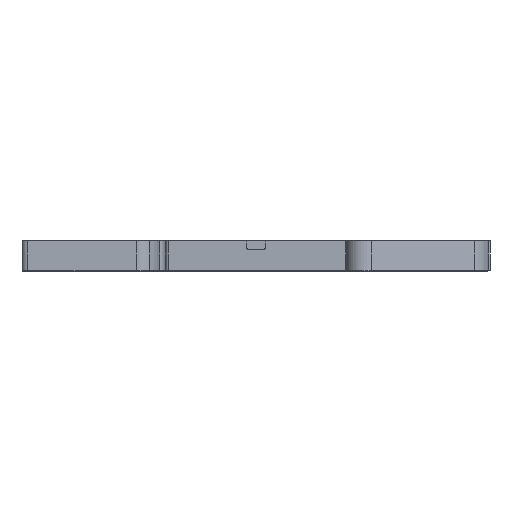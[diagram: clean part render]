
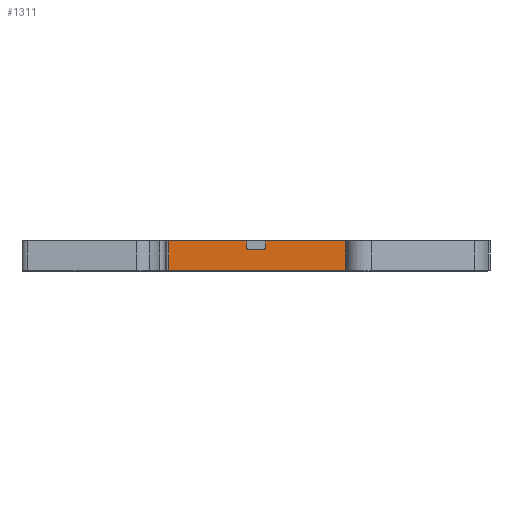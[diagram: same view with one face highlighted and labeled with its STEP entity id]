
A CAD part, front view. The second image highlights one B-rep face of the part: STEP entity #1311.
In plain terms, the highlighted planar face has unit normal (0, -1, 0).
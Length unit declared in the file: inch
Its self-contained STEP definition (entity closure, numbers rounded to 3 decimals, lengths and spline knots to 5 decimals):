
#378 = VERTEX_POINT ( 'NONE', #13839 ) ;
#877 = CARTESIAN_POINT ( 'NONE',  ( 0.60441, 0., 0.20276 ) ) ;
#965 = CARTESIAN_POINT ( 'NONE',  ( -0.06977, 0., 0.20276 ) ) ;
#1229 = EDGE_CURVE ( 'NONE', #6007, #15328, #17606, .T. ) ;
#1244 = CARTESIAN_POINT ( 'NONE',  ( -0.06977, 0., 0.16339 ) ) ;
#1311 = ADVANCED_FACE ( 'NONE', ( #20720 ), #13155, .F. ) ;
#2117 = VECTOR ( 'NONE', #17627, 39.37008 ) ;
#3198 = CARTESIAN_POINT ( 'NONE',  ( -0.60441, 0., 0.20276 ) ) ;
#3455 = CARTESIAN_POINT ( 'NONE',  ( -0.06162, 0., 0.1437 ) ) ;
#3467 = DIRECTION ( 'NONE',  ( 0., 0., -1. ) ) ;
#3498 = CARTESIAN_POINT ( 'NONE',  ( 0.03653, 0., 0.1437 ) ) ;
#3558 = EDGE_CURVE ( 'NONE', #15328, #20489, #6693, .T. ) ;
#3860 = CARTESIAN_POINT ( 'NONE',  ( -0.06977, 0., 0.20276 ) ) ;
#4441 = VECTOR ( 'NONE', #15110, 39.37008 ) ;
#4787 = CARTESIAN_POINT ( 'NONE',  ( -0.58243, 0., 0.00591 ) ) ;
#4968 = CARTESIAN_POINT ( 'NONE',  ( 0.05621, 0., 0.16339 ) ) ;
#5676 = EDGE_LOOP ( 'NONE', ( #25173, #16214, #8737, #24991, #5742, #15065, #11609, #9045, #6606, #15048 ) ) ;
#5730 = VERTEX_POINT ( 'NONE', #7017 ) ;
#5742 = ORIENTED_EDGE ( 'NONE', *, *, #6628, .F. ) ;
#5883 =( BOUNDED_CURVE ( )  B_SPLINE_CURVE ( 3, ( #3498, #15642, #24971, #19386 ),
 .UNSPECIFIED., .F., .F. ) 
 B_SPLINE_CURVE_WITH_KNOTS ( ( 4, 4 ),
 ( 1.5708, 3.14159 ),
 .UNSPECIFIED. ) 
 CURVE ( )  GEOMETRIC_REPRESENTATION_ITEM ( )  RATIONAL_B_SPLINE_CURVE ( ( 1., 0.805, 0.805, 1. ) ) 
 REPRESENTATION_ITEM ( '' )  );
#5945 = AXIS2_PLACEMENT_3D ( 'NONE', #3198, #18810, #19061 ) ;
#6007 = VERTEX_POINT ( 'NONE', #1244 ) ;
#6107 = LINE ( 'NONE', #13896, #2117 ) ;
#6606 = ORIENTED_EDGE ( 'NONE', *, *, #20416, .F. ) ;
#6628 = EDGE_CURVE ( 'NONE', #19511, #5730, #15767, .T. ) ;
#6693 = LINE ( 'NONE', #14486, #22590 ) ;
#7017 = CARTESIAN_POINT ( 'NONE',  ( 0.05621, 0., 0.20276 ) ) ;
#7361 = EDGE_CURVE ( 'NONE', #20529, #8757, #19325, .T. ) ;
#7379 = LINE ( 'NONE', #13504, #8106 ) ;
#7666 = CARTESIAN_POINT ( 'NONE',  ( 0.41337, 0., 0.00591 ) ) ;
#8043 = LINE ( 'NONE', #13904, #8372 ) ;
#8106 = VECTOR ( 'NONE', #21200, 39.37008 ) ;
#8193 = CARTESIAN_POINT ( 'NONE',  ( 0.60441, 0., 0.00591 ) ) ;
#8372 = VECTOR ( 'NONE', #9976, 39.37008 ) ;
#8737 = ORIENTED_EDGE ( 'NONE', *, *, #9718, .F. ) ;
#8757 = VERTEX_POINT ( 'NONE', #4787 ) ;
#8963 = VECTOR ( 'NONE', #3467, 39.37008 ) ;
#9045 = ORIENTED_EDGE ( 'NONE', *, *, #1229, .F. ) ;
#9091 = CARTESIAN_POINT ( 'NONE',  ( -0.06977, 0., 0.16339 ) ) ;
#9718 = EDGE_CURVE ( 'NONE', #17817, #20529, #7379, .T. ) ;
#9976 = DIRECTION ( 'NONE',  ( 1., 0., 0. ) ) ;
#11609 = ORIENTED_EDGE ( 'NONE', *, *, #3558, .F. ) ;
#12884 = EDGE_CURVE ( 'NONE', #20489, #19511, #5883, .T. ) ;
#13155 = PLANE ( 'NONE',  #5945 ) ;
#13504 = CARTESIAN_POINT ( 'NONE',  ( 0.60441, 0., 0.20276 ) ) ;
#13839 = CARTESIAN_POINT ( 'NONE',  ( -0.58243, 0., 0.20276 ) ) ;
#13896 = CARTESIAN_POINT ( 'NONE',  ( -0.58243, 0., 0.20276 ) ) ;
#13904 = CARTESIAN_POINT ( 'NONE',  ( -0.64383, 0., 0.20276 ) ) ;
#14486 = CARTESIAN_POINT ( 'NONE',  ( -0.60441, 0., 0.1437 ) ) ;
#14957 = EDGE_CURVE ( 'NONE', #378, #21491, #8043, .T. ) ;
#15048 = ORIENTED_EDGE ( 'NONE', *, *, #14957, .F. ) ;
#15065 = ORIENTED_EDGE ( 'NONE', *, *, #12884, .F. ) ;
#15110 = DIRECTION ( 'NONE',  ( 1., 0., 0. ) ) ;
#15328 = VERTEX_POINT ( 'NONE', #17481 ) ;
#15465 = DIRECTION ( 'NONE',  ( -1., 0., 0. ) ) ;
#15642 = CARTESIAN_POINT ( 'NONE',  ( 0.04806, 0., 0.1437 ) ) ;
#15767 = LINE ( 'NONE', #16018, #19577 ) ;
#15982 = CARTESIAN_POINT ( 'NONE',  ( 0.03653, 0., 0.1437 ) ) ;
#16018 = CARTESIAN_POINT ( 'NONE',  ( 0.05621, 0., 0.20276 ) ) ;
#16214 = ORIENTED_EDGE ( 'NONE', *, *, #7361, .F. ) ;
#17252 = VECTOR ( 'NONE', #15465, 39.37008 ) ;
#17481 = CARTESIAN_POINT ( 'NONE',  ( -0.05009, 0., 0.1437 ) ) ;
#17606 =( BOUNDED_CURVE ( )  B_SPLINE_CURVE ( 3, ( #9091, #20841, #3455, #20975 ),
 .UNSPECIFIED., .F., .F. ) 
 B_SPLINE_CURVE_WITH_KNOTS ( ( 4, 4 ),
 ( 0., 1.5708 ),
 .UNSPECIFIED. ) 
 CURVE ( )  GEOMETRIC_REPRESENTATION_ITEM ( )  RATIONAL_B_SPLINE_CURVE ( ( 1., 0.805, 0.805, 1. ) ) 
 REPRESENTATION_ITEM ( '' )  );
#17627 = DIRECTION ( 'NONE',  ( 0., 0., 1. ) ) ;
#17817 = VERTEX_POINT ( 'NONE', #877 ) ;
#18696 = CARTESIAN_POINT ( 'NONE',  ( -0.64383, 0., 0.20276 ) ) ;
#18810 = DIRECTION ( 'NONE',  ( 0., 1., 0. ) ) ;
#19061 = DIRECTION ( 'NONE',  ( -1., 0., 0. ) ) ;
#19325 = LINE ( 'NONE', #7666, #17252 ) ;
#19386 = CARTESIAN_POINT ( 'NONE',  ( 0.05621, 0., 0.16339 ) ) ;
#19511 = VERTEX_POINT ( 'NONE', #4968 ) ;
#19577 = VECTOR ( 'NONE', #22166, 39.37008 ) ;
#19776 = EDGE_CURVE ( 'NONE', #8757, #378, #6107, .T. ) ;
#20416 = EDGE_CURVE ( 'NONE', #21491, #6007, #21377, .T. ) ;
#20489 = VERTEX_POINT ( 'NONE', #15982 ) ;
#20529 = VERTEX_POINT ( 'NONE', #8193 ) ;
#20720 = FACE_OUTER_BOUND ( 'NONE', #5676, .T. ) ;
#20841 = CARTESIAN_POINT ( 'NONE',  ( -0.06977, 0., 0.15185 ) ) ;
#20975 = CARTESIAN_POINT ( 'NONE',  ( -0.05009, 0., 0.1437 ) ) ;
#21200 = DIRECTION ( 'NONE',  ( 0., 0., -1. ) ) ;
#21377 = LINE ( 'NONE', #3860, #8963 ) ;
#21491 = VERTEX_POINT ( 'NONE', #965 ) ;
#21991 = EDGE_CURVE ( 'NONE', #5730, #17817, #24813, .T. ) ;
#22166 = DIRECTION ( 'NONE',  ( 0., 0., 1. ) ) ;
#22304 = DIRECTION ( 'NONE',  ( 1., 0., 0. ) ) ;
#22590 = VECTOR ( 'NONE', #22304, 39.37008 ) ;
#24813 = LINE ( 'NONE', #18696, #4441 ) ;
#24971 = CARTESIAN_POINT ( 'NONE',  ( 0.05621, 0., 0.15185 ) ) ;
#24991 = ORIENTED_EDGE ( 'NONE', *, *, #21991, .F. ) ;
#25173 = ORIENTED_EDGE ( 'NONE', *, *, #19776, .F. ) ;
